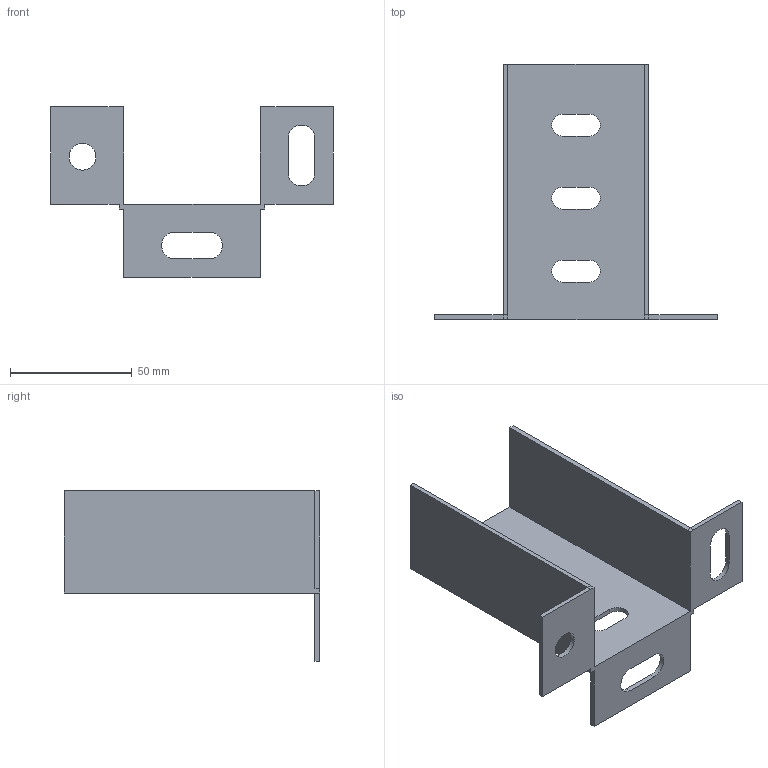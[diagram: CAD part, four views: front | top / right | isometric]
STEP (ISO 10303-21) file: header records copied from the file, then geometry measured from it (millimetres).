
FILE_DESCRIPTION (( 'STEP AP203' ), '1' );
FILE_NAME ('CLW10-SSU-M-HDZ Êðîíøòåéí ïîòîëî÷íûé SSU IEK HDZ.STEP', '2016-03-21T13:05:09', ( '' ), ( '' ), 'SwSTEP 2.0', 'SolidWorks 2014', '' );
FILE_SCHEMA (( 'CONFIG_CONTROL_DESIGN' ));
Length unit declared in the file: millimetre
Products named in the file (1): CLW10-SSU-M-HDZ Êðîíøòåéí ïîòîëî÷íûé SSU IEK HDZ
Bounding box: 116 x 105 x 70 mm (x, y, z)
Volume: 34854.1 mm3; surface area: 36791.1 mm2
Topology: 1 solids, 1 shells, 49 faces, 133 edges, 86 vertices
Faces by surface type: plane 38, cylinder 11
Full cylindrical faces by diameter (mm): 11 x1
Entity records: 1621 total; most frequent: CARTESIAN_POINT 268, ORIENTED_EDGE 264, DIRECTION 254, EDGE_CURVE 132, VECTOR 110, LINE 110, VERTEX_POINT 86, AXIS2_PLACEMENT_3D 72
